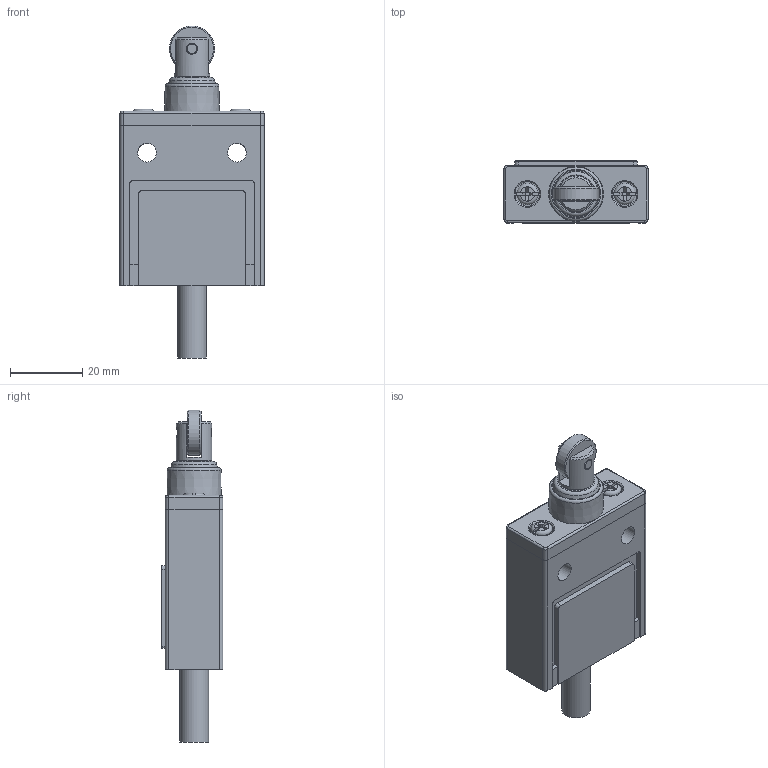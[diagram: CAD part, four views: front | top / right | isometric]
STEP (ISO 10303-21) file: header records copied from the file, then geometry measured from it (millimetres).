
FILE_DESCRIPTION(/* description */ (''),/* implementation_level */ '2;1');
FILE_NAME(/* name */ 'CDLX6HM-3112.stp',/* time_stamp */ '2025-01-04T08:17:12+08:00',/* author */ (''),/* organization */ (''),/* preprocessor_version */ 'ST-DEVELOPER v16.7',/* originating_system */ 'SIEMENS PLM Software NX 12.0',/* authorisation */ '');
FILE_SCHEMA (('AUTOMOTIVE_DESIGN { 1 0 10303 214 3 1 1 1 }'));
Length unit declared in the file: millimetre
Products named in the file (1): Admi4070FB4Ajela
Bounding box: 40 x 17.2 x 92.2 mm (x, y, z)
Volume: 29750.5 mm3; surface area: 21343.5 mm2
Topology: 16 solids, 16 shells, 512 faces, 1282 edges, 827 vertices
Faces by surface type: plane 255, cylinder 187, cone 31, bspline 24, torus 9, sphere 6
Full cylindrical faces by diameter (mm): 1.5 x1, 2.4 x3, 2.9 x1, 3 x3, 3.05 x1, 3.08 x2, 3.5 x2, 4 x2, 5 x3, 5.2 x2, 6 x2, 6.6 x1, 6.8 x2, 7 x1, 7.5 x2, 8 x2, 8.5 x1, 9.4 x1, 9.5 x1, 9.6 x1, 9.9 x2, 10 x3, 10.153 x1, 10.8 x1, 11.2 x1, 11.9 x1, 12 x3, 12.6 x2, 12.7 x1, 13 x3
Entity records: 15378 total; most frequent: CARTESIAN_POINT 3293, DIRECTION 2576, ORIENTED_EDGE 2282, EDGE_CURVE 1141, AXIS2_PLACEMENT_3D 970, VERTEX_POINT 790, EDGE_LOOP 660, LINE 636
